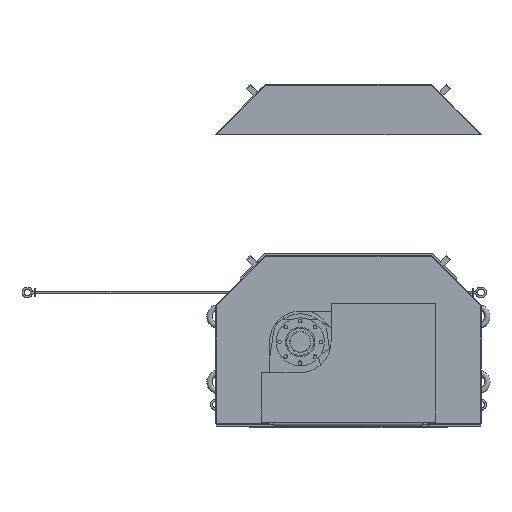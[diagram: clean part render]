
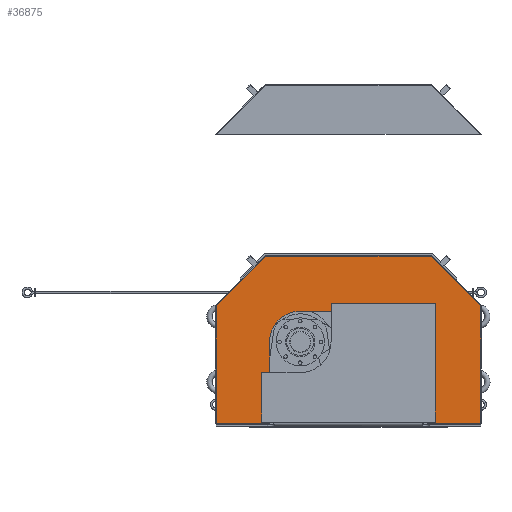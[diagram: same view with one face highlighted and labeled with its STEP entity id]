
A CAD part, left-side view. The second image highlights one B-rep face of the part: STEP entity #36875.
In plain terms, the highlighted face is planar.
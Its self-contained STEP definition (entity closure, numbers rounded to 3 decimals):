
#15480=CIRCLE('',#35583,115.);
#15481=CIRCLE('',#35584,115.);
#17263=ORIENTED_EDGE('',*,*,#22642,.F.);
#17264=ORIENTED_EDGE('',*,*,#22640,.F.);
#17265=ORIENTED_EDGE('',*,*,#22637,.F.);
#17266=ORIENTED_EDGE('',*,*,#22634,.F.);
#17267=ORIENTED_EDGE('',*,*,#22655,.F.);
#17268=ORIENTED_EDGE('',*,*,#22656,.F.);
#17269=ORIENTED_EDGE('',*,*,#22652,.F.);
#17270=ORIENTED_EDGE('',*,*,#22657,.F.);
#17271=ORIENTED_EDGE('',*,*,#22658,.F.);
#17272=ORIENTED_EDGE('',*,*,#22659,.F.);
#17273=ORIENTED_EDGE('',*,*,#22660,.F.);
#17274=ORIENTED_EDGE('',*,*,#22661,.F.);
#19223=VECTOR('',#26328,1.);
#19226=VECTOR('',#26333,1.);
#19229=VECTOR('',#26338,1.);
#19231=VECTOR('',#26342,1.);
#19239=VECTOR('',#26358,1.);
#19242=VECTOR('',#26363,1.);
#19243=VECTOR('',#26364,1.);
#19244=VECTOR('',#26365,1.);
#19245=VECTOR('',#26368,1.);
#19246=VECTOR('',#26371,1.);
#20354=LINE('',#32555,#19223);
#20357=LINE('',#32561,#19226);
#20360=LINE('',#32567,#19229);
#20362=LINE('',#32572,#19231);
#20370=LINE('',#32593,#19239);
#20373=LINE('',#32598,#19242);
#20374=LINE('',#32599,#19243);
#20375=LINE('',#32601,#19244);
#20376=LINE('',#32605,#19245);
#20377=LINE('',#32608,#19246);
#21378=VERTEX_POINT('',#32549);
#21380=VERTEX_POINT('',#32553);
#21382=VERTEX_POINT('',#32558);
#21384=VERTEX_POINT('',#32564);
#21386=VERTEX_POINT('',#32571);
#21394=VERTEX_POINT('',#32591);
#21395=VERTEX_POINT('',#32592);
#21396=VERTEX_POINT('',#32597);
#21397=VERTEX_POINT('',#32600);
#21398=VERTEX_POINT('',#32602);
#21399=VERTEX_POINT('',#32604);
#21400=VERTEX_POINT('',#32606);
#22634=EDGE_CURVE('',#21380,#21378,#20354,.T.);
#22637=EDGE_CURVE('',#21378,#21382,#20357,.T.);
#22640=EDGE_CURVE('',#21382,#21384,#20360,.T.);
#22642=EDGE_CURVE('',#21384,#21386,#20362,.T.);
#22652=EDGE_CURVE('',#21394,#21395,#20370,.T.);
#22655=EDGE_CURVE('',#21396,#21380,#20373,.T.);
#22656=EDGE_CURVE('',#21395,#21396,#20374,.T.);
#22657=EDGE_CURVE('',#21397,#21394,#20375,.T.);
#22658=EDGE_CURVE('',#21398,#21397,#15480,.T.);
#22659=EDGE_CURVE('',#21399,#21398,#20376,.T.);
#22660=EDGE_CURVE('',#21400,#21399,#15481,.T.);
#22661=EDGE_CURVE('',#21386,#21400,#20377,.T.);
#23658=EDGE_LOOP('',(#17263,#17264,#17265,#17266,#17267,#17268,#17269,#17270,
#17271,#17272,#17273,#17274));
#24441=FACE_BOUND('',#23658,.T.);
#26328=DIRECTION('',(620.,0.,0.));
#26333=DIRECTION('',(185.,-185.,0.));
#26338=DIRECTION('',(0.,-440.,0.));
#26342=DIRECTION('',(-200.,0.,0.));
#26358=DIRECTION('',(-200.,0.,0.));
#26361=DIRECTION('',(0.,0.,1.));
#26362=DIRECTION('',(0.,-1.,0.));
#26363=DIRECTION('',(185.,185.,0.));
#26364=DIRECTION('',(0.,440.,0.));
#26365=DIRECTION('',(0.,-305.,0.));
#26366=DIRECTION('',(0.,0.,1.));
#26367=DIRECTION('',(0.,-115.,0.));
#26368=DIRECTION('',(-360.,0.,0.));
#26369=DIRECTION('',(0.,0.,1.));
#26370=DIRECTION('',(0.,-115.,0.));
#26371=DIRECTION('',(0.,305.,0.));
#32549=CARTESIAN_POINT('',(13.79,3293.424,3.));
#32553=CARTESIAN_POINT('',(-606.21,3293.424,3.));
#32555=CARTESIAN_POINT('',(-606.21,3293.424,3.));
#32558=CARTESIAN_POINT('',(198.79,3108.424,3.));
#32561=CARTESIAN_POINT('',(13.79,3293.424,3.));
#32564=CARTESIAN_POINT('',(198.79,2668.424,3.));
#32567=CARTESIAN_POINT('',(198.79,3108.424,3.));
#32571=CARTESIAN_POINT('',(-1.21,2668.424,3.));
#32572=CARTESIAN_POINT('',(198.79,2668.424,3.));
#32591=CARTESIAN_POINT('',(-591.21,2668.424,3.));
#32592=CARTESIAN_POINT('',(-791.21,2668.424,3.));
#32593=CARTESIAN_POINT('',(-591.21,2668.424,3.));
#32596=CARTESIAN_POINT('',(0.,0.,3.));
#32597=CARTESIAN_POINT('',(-791.21,3108.424,3.));
#32598=CARTESIAN_POINT('',(-791.21,3108.424,3.));
#32599=CARTESIAN_POINT('',(-791.21,2668.424,3.));
#32600=CARTESIAN_POINT('',(-591.21,2973.424,3.));
#32601=CARTESIAN_POINT('',(-591.21,2973.424,3.));
#32602=CARTESIAN_POINT('',(-476.21,3088.424,3.));
#32603=CARTESIAN_POINT('',(-476.21,2973.424,3.));
#32604=CARTESIAN_POINT('',(-116.21,3088.424,3.));
#32605=CARTESIAN_POINT('',(-116.21,3088.424,3.));
#32606=CARTESIAN_POINT('',(-1.21,2973.424,3.));
#32607=CARTESIAN_POINT('',(-116.21,2973.424,3.));
#32608=CARTESIAN_POINT('',(-1.21,2668.424,3.));
#35582=AXIS2_PLACEMENT_3D('',#32596,#26361,#26362);
#35583=AXIS2_PLACEMENT_3D('',#32603,#26366,#26367);
#35584=AXIS2_PLACEMENT_3D('',#32607,#26369,#26370);
#36341=PLANE('',#35582);
#36875=ADVANCED_FACE('',(#24441),#36341,.T.);
